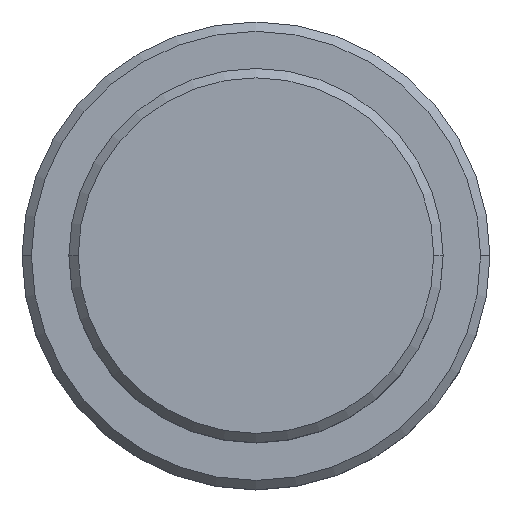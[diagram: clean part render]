
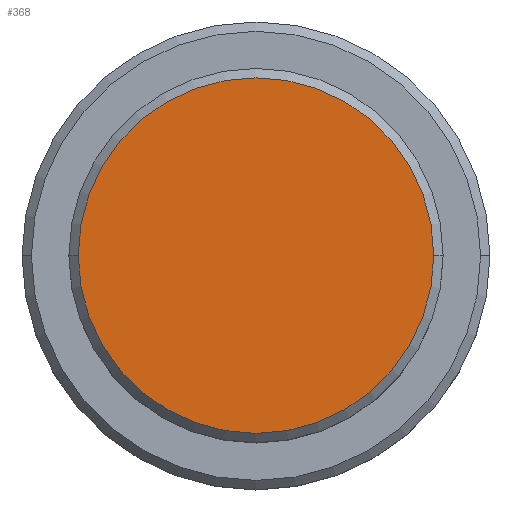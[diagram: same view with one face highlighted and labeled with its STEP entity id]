
A CAD part, top view. The second image highlights one B-rep face of the part: STEP entity #368.
In plain terms, the highlighted planar face has unit normal (0, 0, 1).
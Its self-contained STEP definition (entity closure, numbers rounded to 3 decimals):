
#17 = DIRECTION ( 'NONE',  ( 0., 0., 1. ) ) ;
#72 = PLANE ( 'NONE',  #1174 ) ;
#90 = VERTEX_POINT ( 'NONE', #884 ) ;
#148 = DIRECTION ( 'NONE',  ( 1., 0., 0. ) ) ;
#177 = FACE_OUTER_BOUND ( 'NONE', #1348, .T. ) ;
#295 = VERTEX_POINT ( 'NONE', #715 ) ;
#368 = ADVANCED_FACE ( 'NONE', ( #177 ), #72, .T. ) ;
#440 = DIRECTION ( 'NONE',  ( 0., 0., 1. ) ) ;
#490 = ORIENTED_EDGE ( 'NONE', *, *, #1231, .T. ) ;
#516 = AXIS2_PLACEMENT_3D ( 'NONE', #1299, #440, #1316 ) ;
#669 = EDGE_CURVE ( 'NONE', #295, #90, #1102, .T. ) ;
#715 = CARTESIAN_POINT ( 'NONE',  ( 9.5, 0., 0. ) ) ;
#738 = CARTESIAN_POINT ( 'NONE',  ( 0., 0., 0. ) ) ;
#816 = CARTESIAN_POINT ( 'NONE',  ( 0., 0., 0. ) ) ;
#884 = CARTESIAN_POINT ( 'NONE',  ( -9.5, 0., 0. ) ) ;
#967 = CIRCLE ( 'NONE', #516, 9.5 ) ;
#1035 = DIRECTION ( 'NONE',  ( 1., 0., 0. ) ) ;
#1102 = CIRCLE ( 'NONE', #1218, 9.5 ) ;
#1174 = AXIS2_PLACEMENT_3D ( 'NONE', #738, #1389, #1035 ) ;
#1218 = AXIS2_PLACEMENT_3D ( 'NONE', #816, #17, #148 ) ;
#1226 = ORIENTED_EDGE ( 'NONE', *, *, #669, .T. ) ;
#1231 = EDGE_CURVE ( 'NONE', #90, #295, #967, .T. ) ;
#1299 = CARTESIAN_POINT ( 'NONE',  ( 0., 0., 0. ) ) ;
#1316 = DIRECTION ( 'NONE',  ( 1., 0., 0. ) ) ;
#1348 = EDGE_LOOP ( 'NONE', ( #490, #1226 ) ) ;
#1389 = DIRECTION ( 'NONE',  ( 0., 0., 1. ) ) ;
